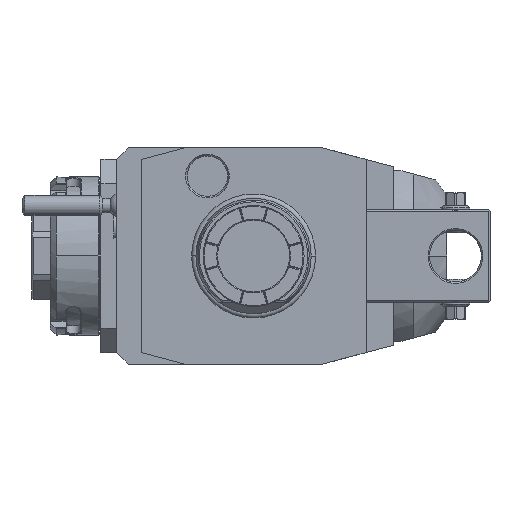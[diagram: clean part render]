
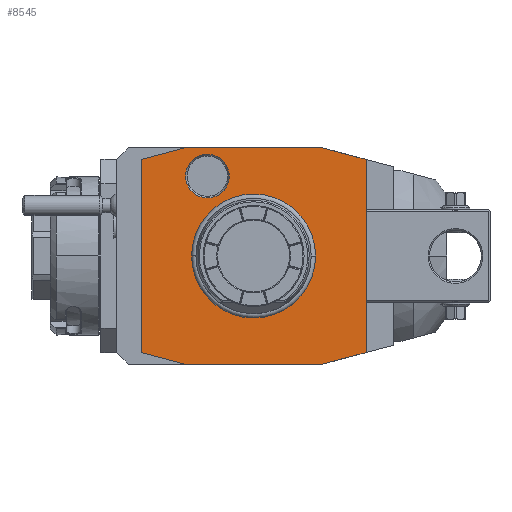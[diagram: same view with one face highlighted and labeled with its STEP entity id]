
A CAD part, front view. The second image highlights one B-rep face of the part: STEP entity #8545.
In plain terms, the highlighted planar face has unit normal (0, -1, 0).
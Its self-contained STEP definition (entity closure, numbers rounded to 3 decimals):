
#1=DIRECTION('',(-1.,0.,0.));
#2=VECTOR('',#1,48.);
#3=CARTESIAN_POINT('',(24.,0.,37.5));
#4=LINE('',#3,#2);
#5=DIRECTION('',(-0.966,0.,0.259));
#6=VECTOR('',#5,15.529);
#7=CARTESIAN_POINT('',(39.,0.,33.481));
#8=LINE('',#7,#6);
#9=DIRECTION('',(0.,0.,1.));
#10=VECTOR('',#9,66.962);
#11=CARTESIAN_POINT('',(39.,0.,-33.481));
#12=LINE('',#11,#10);
#13=DIRECTION('',(0.966,0.,0.259));
#14=VECTOR('',#13,15.529);
#15=CARTESIAN_POINT('',(24.,0.,-37.5));
#16=LINE('',#15,#14);
#17=DIRECTION('',(1.,0.,0.));
#18=VECTOR('',#17,48.);
#19=CARTESIAN_POINT('',(-24.,0.,-37.5));
#20=LINE('',#19,#18);
#21=DIRECTION('',(0.966,0.,-0.259));
#22=VECTOR('',#21,15.529);
#23=CARTESIAN_POINT('',(-39.,0.,-33.481));
#24=LINE('',#23,#22);
#25=DIRECTION('',(0.,0.,-1.));
#26=VECTOR('',#25,66.962);
#27=CARTESIAN_POINT('',(-39.,0.,33.481));
#28=LINE('',#27,#26);
#29=DIRECTION('',(-0.966,0.,-0.259));
#30=VECTOR('',#29,15.529);
#31=CARTESIAN_POINT('',(-24.,0.,37.5));
#32=LINE('',#31,#30);
#33=CARTESIAN_POINT('',(-16.,0.,27.713));
#34=DIRECTION('',(0.,1.,0.));
#35=DIRECTION('',(1.,0.,0.));
#36=AXIS2_PLACEMENT_3D('',#33,#34,#35);
#38=CARTESIAN_POINT('',(-16.,0.,27.713));
#39=DIRECTION('',(0.,1.,0.));
#40=DIRECTION('',(-1.,0.,0.));
#41=AXIS2_PLACEMENT_3D('',#38,#39,#40);
#5247=CARTESIAN_POINT('',(0.,0.,0.));
#5248=DIRECTION('',(0.,1.,0.));
#5249=DIRECTION('',(-1.,0.,0.));
#5250=AXIS2_PLACEMENT_3D('',#5247,#5248,#5249);
#5252=CARTESIAN_POINT('',(0.,0.,0.));
#5253=DIRECTION('',(0.,1.,0.));
#5254=DIRECTION('',(1.,0.,0.));
#5255=AXIS2_PLACEMENT_3D('',#5252,#5253,#5254);
#7546=CARTESIAN_POINT('',(-8.423,0.,27.713));
#7547=CARTESIAN_POINT('',(-23.577,0.,27.713));
#7548=VERTEX_POINT('',#7546);
#7549=VERTEX_POINT('',#7547);
#8340=CARTESIAN_POINT('',(24.,0.,37.5));
#8341=CARTESIAN_POINT('',(-24.,0.,37.5));
#8342=VERTEX_POINT('',#8340);
#8343=VERTEX_POINT('',#8341);
#8344=CARTESIAN_POINT('',(39.,0.,-33.481));
#8345=CARTESIAN_POINT('',(39.,0.,33.481));
#8346=VERTEX_POINT('',#8344);
#8347=VERTEX_POINT('',#8345);
#8348=CARTESIAN_POINT('',(-39.,0.,-33.481));
#8349=CARTESIAN_POINT('',(-24.,0.,-37.5));
#8350=VERTEX_POINT('',#8348);
#8351=VERTEX_POINT('',#8349);
#8352=CARTESIAN_POINT('',(-39.,0.,33.481));
#8353=VERTEX_POINT('',#8352);
#8378=CARTESIAN_POINT('',(24.,0.,-37.5));
#8379=VERTEX_POINT('',#8378);
#8392=CARTESIAN_POINT('',(-21.137,0.,0.));
#8393=CARTESIAN_POINT('',(21.137,0.,0.));
#8394=VERTEX_POINT('',#8392);
#8395=VERTEX_POINT('',#8393);
#8510=CARTESIAN_POINT('',(0.,0.,0.));
#8511=DIRECTION('',(0.,-1.,0.));
#8512=DIRECTION('',(-1.,0.,0.));
#8513=AXIS2_PLACEMENT_3D('',#8510,#8511,#8512);
#8514=PLANE('',#8513);
#8516=ORIENTED_EDGE('',*,*,#8515,.F.);
#8518=ORIENTED_EDGE('',*,*,#8517,.F.);
#8520=ORIENTED_EDGE('',*,*,#8519,.F.);
#8522=ORIENTED_EDGE('',*,*,#8521,.F.);
#8524=ORIENTED_EDGE('',*,*,#8523,.F.);
#8526=ORIENTED_EDGE('',*,*,#8525,.F.);
#8528=ORIENTED_EDGE('',*,*,#8527,.F.);
#8530=ORIENTED_EDGE('',*,*,#8529,.F.);
#8531=EDGE_LOOP('',(#8516,#8518,#8520,#8522,#8524,#8526,#8528,#8530));
#8532=FACE_OUTER_BOUND('',#8531,.F.);
#8534=ORIENTED_EDGE('',*,*,#8533,.F.);
#8536=ORIENTED_EDGE('',*,*,#8535,.F.);
#8537=EDGE_LOOP('',(#8534,#8536));
#8538=FACE_BOUND('',#8537,.F.);
#8540=ORIENTED_EDGE('',*,*,#8539,.F.);
#8542=ORIENTED_EDGE('',*,*,#8541,.F.);
#8543=EDGE_LOOP('',(#8540,#8542));
#8544=FACE_BOUND('',#8543,.F.);
#37=CIRCLE('',#36,7.577);
#42=CIRCLE('',#41,7.577);
#5251=CIRCLE('',#5250,21.137);
#5256=CIRCLE('',#5255,21.137);
#8515=EDGE_CURVE('',#8342,#8343,#4,.T.);
#8517=EDGE_CURVE('',#8347,#8342,#8,.T.);
#8519=EDGE_CURVE('',#8346,#8347,#12,.T.);
#8521=EDGE_CURVE('',#8379,#8346,#16,.T.);
#8523=EDGE_CURVE('',#8351,#8379,#20,.T.);
#8525=EDGE_CURVE('',#8350,#8351,#24,.T.);
#8527=EDGE_CURVE('',#8353,#8350,#28,.T.);
#8529=EDGE_CURVE('',#8343,#8353,#32,.T.);
#8533=EDGE_CURVE('',#8394,#8395,#5251,.T.);
#8535=EDGE_CURVE('',#8395,#8394,#5256,.T.);
#8539=EDGE_CURVE('',#7548,#7549,#37,.T.);
#8541=EDGE_CURVE('',#7549,#7548,#42,.T.);
#8545=ADVANCED_FACE('',(#8532,#8538,#8544),#8514,.T.);
